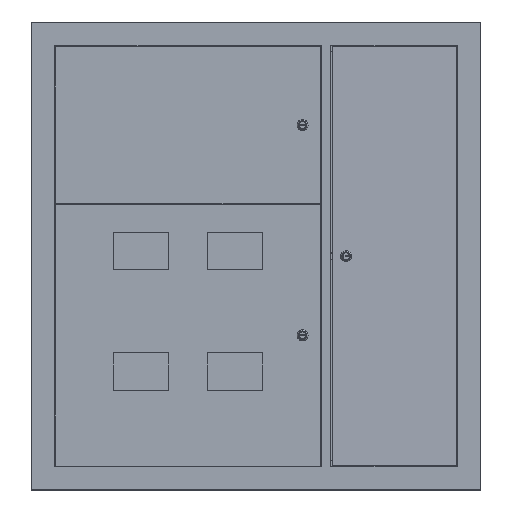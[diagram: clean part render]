
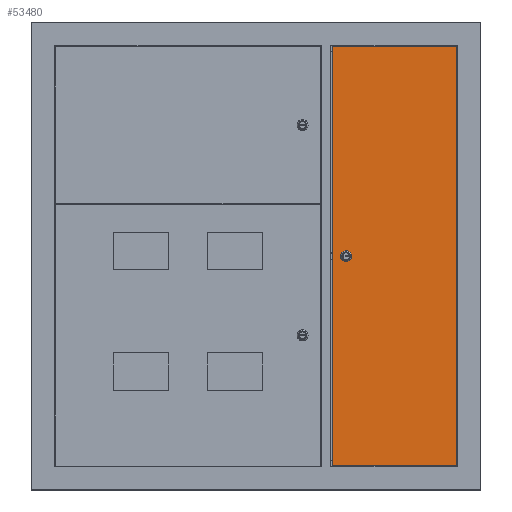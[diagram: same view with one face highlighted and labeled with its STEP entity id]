
A CAD part, top view. The second image highlights one B-rep face of the part: STEP entity #53480.
In plain terms, the highlighted planar face has unit normal (0.003, 0, 1).
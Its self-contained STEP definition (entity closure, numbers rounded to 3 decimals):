
#1202 = DIRECTION ( 'NONE',  ( 1., 0., 0. ) ) ;
#3831 = AXIS2_PLACEMENT_3D ( 'NONE', #59322, #6900, #68075 ) ;
#6074 = VERTEX_POINT ( 'NONE', #107627 ) ;
#6900 = DIRECTION ( 'NONE',  ( 0., 0., 1. ) ) ;
#7590 = CARTESIAN_POINT ( 'NONE',  ( -132.5, -448., 1. ) ) ;
#11663 = ORIENTED_EDGE ( 'NONE', *, *, #59517, .F. ) ;
#12767 = CARTESIAN_POINT ( 'NONE',  ( 132.5, -448., 1. ) ) ;
#14401 = LINE ( 'NONE', #46511, #84172 ) ;
#16315 = EDGE_CURVE ( 'NONE', #16746, #63430, #63119, .T. ) ;
#16746 = VERTEX_POINT ( 'NONE', #7590 ) ;
#17687 = EDGE_CURVE ( 'NONE', #6074, #73105, #68342, .T. ) ;
#20141 = DIRECTION ( 'NONE',  ( 0., 1., 0. ) ) ;
#24834 = CARTESIAN_POINT ( 'NONE',  ( -132.5, 448., 1. ) ) ;
#26357 = DIRECTION ( 'NONE',  ( 1., 0., 0. ) ) ;
#28331 = CARTESIAN_POINT ( 'NONE',  ( 103.5, 0., 1. ) ) ;
#29696 = ORIENTED_EDGE ( 'NONE', *, *, #16315, .T. ) ;
#37123 = DIRECTION ( 'NONE',  ( 1., 0., 0. ) ) ;
#38267 = ORIENTED_EDGE ( 'NONE', *, *, #107588, .T. ) ;
#40872 = CIRCLE ( 'NONE', #3831, 7.5 ) ;
#43515 = CARTESIAN_POINT ( 'NONE',  ( 0., 0., 1. ) ) ;
#44310 = FACE_OUTER_BOUND ( 'NONE', #94110, .T. ) ;
#45157 = VECTOR ( 'NONE', #73159, 1000. ) ;
#46511 = CARTESIAN_POINT ( 'NONE',  ( 132.5, 448., 1. ) ) ;
#49763 = FACE_BOUND ( 'NONE', #100942, .T. ) ;
#51956 = VERTEX_POINT ( 'NONE', #105883 ) ;
#53480 = ADVANCED_FACE ( 'NONE', ( #49763, #44310 ), #69862, .T. ) ;
#56385 = ORIENTED_EDGE ( 'NONE', *, *, #17687, .T. ) ;
#56910 = VECTOR ( 'NONE', #57359, 1000. ) ;
#57359 = DIRECTION ( 'NONE',  ( 0., -1., 0. ) ) ;
#58442 = AXIS2_PLACEMENT_3D ( 'NONE', #28331, #89422, #37123 ) ;
#59322 = CARTESIAN_POINT ( 'NONE',  ( 103.5, 0., 1. ) ) ;
#59517 = EDGE_CURVE ( 'NONE', #51956, #66349, #40872, .T. ) ;
#59685 = LINE ( 'NONE', #92137, #56910 ) ;
#60346 = VECTOR ( 'NONE', #1202, 1000. ) ;
#63119 = LINE ( 'NONE', #88400, #60346 ) ;
#63430 = VERTEX_POINT ( 'NONE', #12767 ) ;
#63642 = ORIENTED_EDGE ( 'NONE', *, *, #86489, .T. ) ;
#64402 = CARTESIAN_POINT ( 'NONE',  ( -132.5, 448., 1. ) ) ;
#66349 = VERTEX_POINT ( 'NONE', #95057 ) ;
#68075 = DIRECTION ( 'NONE',  ( 1., 0., 0. ) ) ;
#68342 = LINE ( 'NONE', #64402, #45157 ) ;
#69862 = PLANE ( 'NONE',  #98571 ) ;
#73105 = VERTEX_POINT ( 'NONE', #24834 ) ;
#73159 = DIRECTION ( 'NONE',  ( -1., 0., 0. ) ) ;
#78668 = DIRECTION ( 'NONE',  ( 0., 0., 1. ) ) ;
#83984 = EDGE_CURVE ( 'NONE', #66349, #51956, #109361, .T. ) ;
#84172 = VECTOR ( 'NONE', #20141, 1000. ) ;
#86489 = EDGE_CURVE ( 'NONE', #63430, #6074, #14401, .T. ) ;
#88400 = CARTESIAN_POINT ( 'NONE',  ( -132.5, -448., 1. ) ) ;
#89422 = DIRECTION ( 'NONE',  ( 0., 0., 1. ) ) ;
#92137 = CARTESIAN_POINT ( 'NONE',  ( -132.5, 448., 1. ) ) ;
#94110 = EDGE_LOOP ( 'NONE', ( #38267, #29696, #63642, #56385 ) ) ;
#95057 = CARTESIAN_POINT ( 'NONE',  ( 96., 0., 1. ) ) ;
#98571 = AXIS2_PLACEMENT_3D ( 'NONE', #43515, #78668, #26357 ) ;
#100942 = EDGE_LOOP ( 'NONE', ( #11663, #110413 ) ) ;
#105883 = CARTESIAN_POINT ( 'NONE',  ( 111., 0., 1. ) ) ;
#107588 = EDGE_CURVE ( 'NONE', #73105, #16746, #59685, .T. ) ;
#107627 = CARTESIAN_POINT ( 'NONE',  ( 132.5, 448., 1. ) ) ;
#109361 = CIRCLE ( 'NONE', #58442, 7.5 ) ;
#110413 = ORIENTED_EDGE ( 'NONE', *, *, #83984, .F. ) ;
